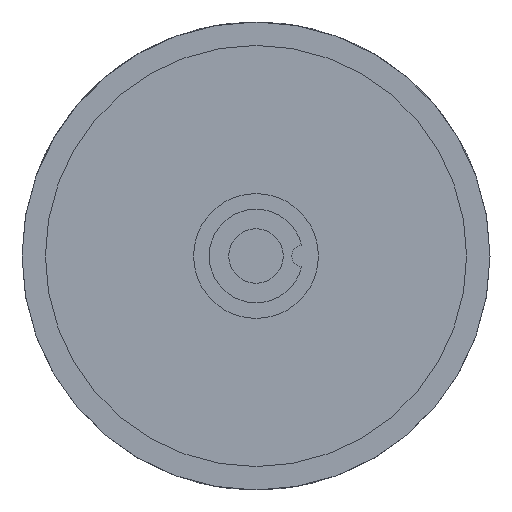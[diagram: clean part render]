
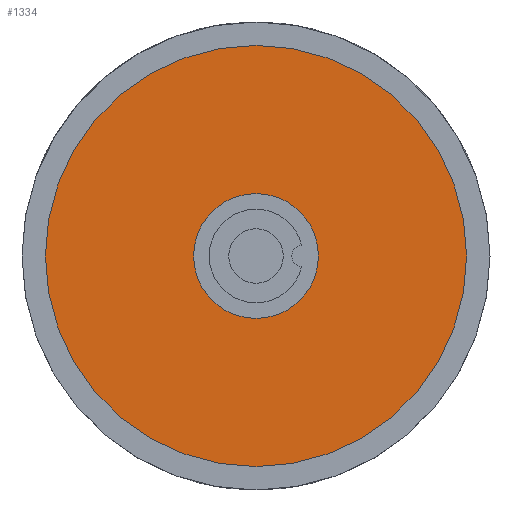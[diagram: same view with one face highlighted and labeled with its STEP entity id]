
A CAD part, front view. The second image highlights one B-rep face of the part: STEP entity #1334.
In plain terms, the highlighted planar face has unit normal (0, -1, 0).
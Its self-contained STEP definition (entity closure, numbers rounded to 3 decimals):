
#47 = CARTESIAN_POINT ( 'NONE',  ( 0., 2.8, 4. ) ) ;
#111 = DIRECTION ( 'NONE',  ( 0., 0., -1. ) ) ;
#116 = CARTESIAN_POINT ( 'NONE',  ( 0., 2.8, 0. ) ) ;
#118 = DIRECTION ( 'NONE',  ( 0., -1., 0. ) ) ;
#162 = CIRCLE ( 'NONE', #718, 4. ) ;
#265 = ORIENTED_EDGE ( 'NONE', *, *, #811, .T. ) ;
#310 = CIRCLE ( 'NONE', #765, 4. ) ;
#362 = FACE_BOUND ( 'NONE', #649, .T. ) ;
#374 = AXIS2_PLACEMENT_3D ( 'NONE', #588, #118, #111 ) ;
#408 = FACE_OUTER_BOUND ( 'NONE', #753, .T. ) ;
#415 = VERTEX_POINT ( 'NONE', #569 ) ;
#426 = ORIENTED_EDGE ( 'NONE', *, *, #776, .T. ) ;
#439 = VERTEX_POINT ( 'NONE', #518 ) ;
#499 = CARTESIAN_POINT ( 'NONE',  ( 0., 2.8, 0. ) ) ;
#518 = CARTESIAN_POINT ( 'NONE',  ( 0., 2.8, -13.5 ) ) ;
#523 = DIRECTION ( 'NONE',  ( 0., 0., -1. ) ) ;
#531 = AXIS2_PLACEMENT_3D ( 'NONE', #116, #1075, #905 ) ;
#532 = DIRECTION ( 'NONE',  ( 0., -1., 0. ) ) ;
#568 = VERTEX_POINT ( 'NONE', #657 ) ;
#569 = CARTESIAN_POINT ( 'NONE',  ( 0., 2.8, -4. ) ) ;
#583 = CARTESIAN_POINT ( 'NONE',  ( 0., 2.8, 0. ) ) ;
#588 = CARTESIAN_POINT ( 'NONE',  ( 0., 2.8, 0. ) ) ;
#649 = EDGE_LOOP ( 'NONE', ( #1040, #675 ) ) ;
#657 = CARTESIAN_POINT ( 'NONE',  ( 0., 2.8, 13.5 ) ) ;
#675 = ORIENTED_EDGE ( 'NONE', *, *, #1007, .F. ) ;
#718 = AXIS2_PLACEMENT_3D ( 'NONE', #956, #906, #973 ) ;
#753 = EDGE_LOOP ( 'NONE', ( #426, #265 ) ) ;
#765 = AXIS2_PLACEMENT_3D ( 'NONE', #499, #1424, #1480 ) ;
#776 = EDGE_CURVE ( 'NONE', #439, #568, #1295, .T. ) ;
#811 = EDGE_CURVE ( 'NONE', #568, #439, #1148, .T. ) ;
#885 = VERTEX_POINT ( 'NONE', #47 ) ;
#905 = DIRECTION ( 'NONE',  ( 0., 0., -1. ) ) ;
#906 = DIRECTION ( 'NONE',  ( 0., -1., 0. ) ) ;
#956 = CARTESIAN_POINT ( 'NONE',  ( 0., 2.8, 0. ) ) ;
#973 = DIRECTION ( 'NONE',  ( 0., 0., -1. ) ) ;
#1007 = EDGE_CURVE ( 'NONE', #415, #885, #162, .T. ) ;
#1011 = PLANE ( 'NONE',  #531 ) ;
#1025 = AXIS2_PLACEMENT_3D ( 'NONE', #583, #532, #523 ) ;
#1040 = ORIENTED_EDGE ( 'NONE', *, *, #1199, .F. ) ;
#1075 = DIRECTION ( 'NONE',  ( 0., -1., 0. ) ) ;
#1148 = CIRCLE ( 'NONE', #374, 13.5 ) ;
#1199 = EDGE_CURVE ( 'NONE', #885, #415, #310, .T. ) ;
#1295 = CIRCLE ( 'NONE', #1025, 13.5 ) ;
#1334 = ADVANCED_FACE ( 'NONE', ( #362, #408 ), #1011, .T. ) ;
#1424 = DIRECTION ( 'NONE',  ( 0., -1., 0. ) ) ;
#1480 = DIRECTION ( 'NONE',  ( 0., 0., -1. ) ) ;
